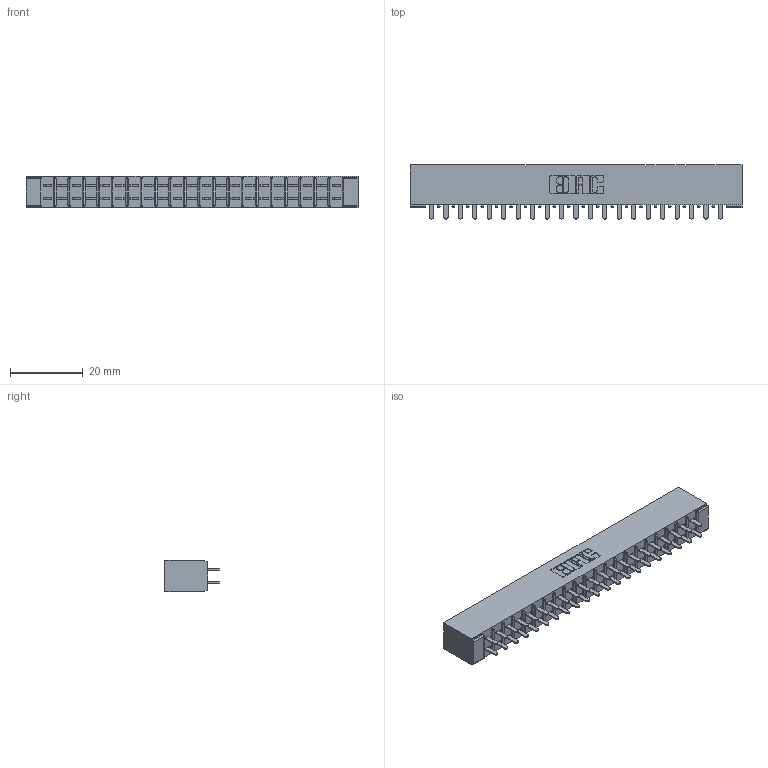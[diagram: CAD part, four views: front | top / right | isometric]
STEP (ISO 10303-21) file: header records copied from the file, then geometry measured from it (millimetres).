
FILE_DESCRIPTION (( 'STEP AP203' ), '1' );
FILE_NAME ('355-042-521-501.STEP', '2019-09-11T13:44:20', ( '' ), ( '' ), 'SwSTEP 2.0', 'SolidWorks 2016', '' );
FILE_SCHEMA (( 'CONFIG_CONTROL_DESIGN' ));
Length unit declared in the file: inch
Products named in the file (3): 305-290-001_521; 305 Part_No Mounting; 355-042-521-501
Assembly tree (43 placements, depth 2):
  355-042-521-501
    305 Part_No Mounting
    305-290-001_521  x42
Bounding box: 91.08 x 14.86 x 8.71 mm (x, y, z)
Volume: 5571.6 mm3; surface area: 11506.5 mm2
Topology: 43 solids, 43 shells, 2040 faces, 5815 edges, 3762 vertices
Faces by surface type: plane 1198, cylinder 758, sphere 84
Entity records: 24896 total; most frequent: CARTESIAN_POINT 4117, ORIENTED_EDGE 4082, DIRECTION 3997, EDGE_CURVE 2041, LINE 1633, VECTOR 1633, VERTEX_POINT 1302, AXIS2_PLACEMENT_3D 1182
